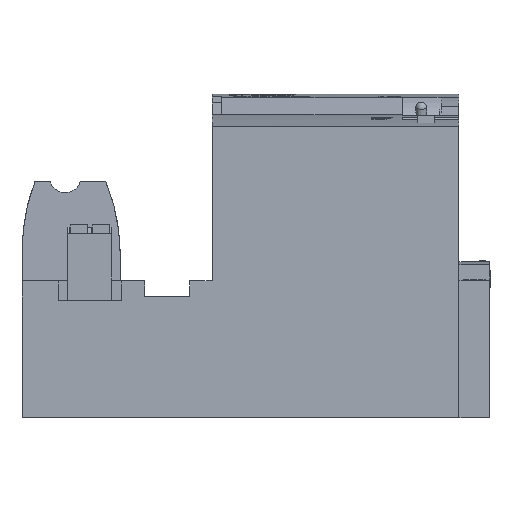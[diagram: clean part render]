
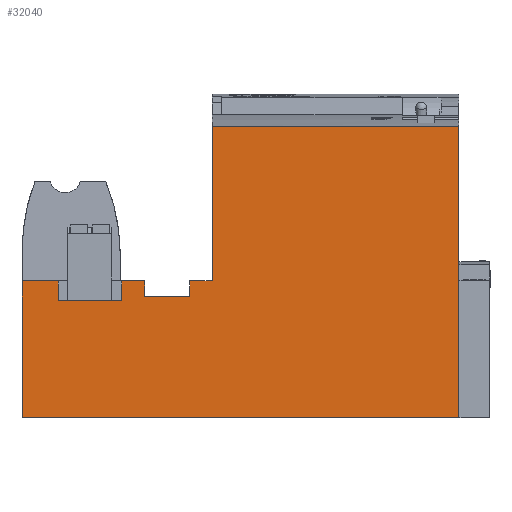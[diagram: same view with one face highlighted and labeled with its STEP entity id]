
A CAD part, front view. The second image highlights one B-rep face of the part: STEP entity #32040.
In plain terms, the highlighted planar face has unit normal (0, -1, 0).
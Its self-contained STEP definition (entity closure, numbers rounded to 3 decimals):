
#32040=ADVANCED_FACE('',(#39300),#36086,.T.);
#36086=PLANE('',#101034);
#39300=FACE_OUTER_BOUND('',#43180,.T.);
#43180=EDGE_LOOP('',(#48316,#48317,#48318,#48319,#48320,#48321,#48322,#48323,
#48324,#48325,#48326,#48327,#48328,#48329));
#48316=ORIENTED_EDGE('',*,*,#75635,.F.);
#48317=ORIENTED_EDGE('',*,*,#75636,.T.);
#48318=ORIENTED_EDGE('',*,*,#75637,.F.);
#48319=ORIENTED_EDGE('',*,*,#75638,.T.);
#48320=ORIENTED_EDGE('',*,*,#75639,.F.);
#48321=ORIENTED_EDGE('',*,*,#75640,.F.);
#48322=ORIENTED_EDGE('',*,*,#75641,.F.);
#48323=ORIENTED_EDGE('',*,*,#75642,.T.);
#48324=ORIENTED_EDGE('',*,*,#75643,.F.);
#48325=ORIENTED_EDGE('',*,*,#75644,.T.);
#48326=ORIENTED_EDGE('',*,*,#75645,.T.);
#48327=ORIENTED_EDGE('',*,*,#75601,.F.);
#48328=ORIENTED_EDGE('',*,*,#75646,.F.);
#48329=ORIENTED_EDGE('',*,*,#75647,.T.);
#68674=VERTEX_POINT('',#124012);
#68675=VERTEX_POINT('',#124014);
#68701=VERTEX_POINT('',#124084);
#68702=VERTEX_POINT('',#124085);
#68703=VERTEX_POINT('',#124087);
#68704=VERTEX_POINT('',#124089);
#68705=VERTEX_POINT('',#124091);
#68706=VERTEX_POINT('',#124093);
#68707=VERTEX_POINT('',#124095);
#68708=VERTEX_POINT('',#124097);
#68709=VERTEX_POINT('',#124099);
#68710=VERTEX_POINT('',#124101);
#68711=VERTEX_POINT('',#124103);
#68712=VERTEX_POINT('',#124106);
#75601=EDGE_CURVE('',#68674,#68675,#85812,.T.);
#75635=EDGE_CURVE('',#68701,#68702,#85841,.T.);
#75636=EDGE_CURVE('',#68701,#68703,#85842,.T.);
#75637=EDGE_CURVE('',#68704,#68703,#85843,.T.);
#75638=EDGE_CURVE('',#68704,#68705,#85844,.T.);
#75639=EDGE_CURVE('',#68706,#68705,#85845,.T.);
#75640=EDGE_CURVE('',#68707,#68706,#85846,.T.);
#75641=EDGE_CURVE('',#68708,#68707,#85847,.T.);
#75642=EDGE_CURVE('',#68708,#68709,#85848,.T.);
#75643=EDGE_CURVE('',#68710,#68709,#85849,.T.);
#75644=EDGE_CURVE('',#68710,#68711,#85850,.T.);
#75645=EDGE_CURVE('',#68711,#68675,#85851,.T.);
#75646=EDGE_CURVE('',#68712,#68674,#85852,.T.);
#75647=EDGE_CURVE('',#68712,#68702,#85853,.T.);
#85812=LINE('',#124013,#93371);
#85841=LINE('',#124083,#93400);
#85842=LINE('',#124086,#93401);
#85843=LINE('',#124088,#93402);
#85844=LINE('',#124090,#93403);
#85845=LINE('',#124092,#93404);
#85846=LINE('',#124094,#93405);
#85847=LINE('',#124096,#93406);
#85848=LINE('',#124098,#93407);
#85849=LINE('',#124100,#93408);
#85850=LINE('',#124102,#93409);
#85851=LINE('',#124104,#93410);
#85852=LINE('',#124105,#93411);
#85853=LINE('',#124107,#93412);
#93371=VECTOR('',#106160,1.);
#93400=VECTOR('',#106211,1.);
#93401=VECTOR('',#106212,1.);
#93402=VECTOR('',#106213,1.);
#93403=VECTOR('',#106214,1.);
#93404=VECTOR('',#106215,1.);
#93405=VECTOR('',#106216,1.);
#93406=VECTOR('',#106217,1.);
#93407=VECTOR('',#106218,1.);
#93408=VECTOR('',#106219,1.);
#93409=VECTOR('',#106220,1.);
#93410=VECTOR('',#106221,1.);
#93411=VECTOR('',#106222,1.);
#93412=VECTOR('',#106223,1.);
#101034=AXIS2_PLACEMENT_3D('',#124108,#106224,#106225);
#106160=DIRECTION('',(0.,0.,-1.));
#106211=DIRECTION('',(1.,0.,0.));
#106212=DIRECTION('',(0.,0.,-1.));
#106213=DIRECTION('',(1.,0.,0.));
#106214=DIRECTION('',(0.,0.,1.));
#106215=DIRECTION('',(1.,0.,0.));
#106216=DIRECTION('',(0.,0.,1.));
#106217=DIRECTION('',(1.,0.,0.));
#106218=DIRECTION('',(0.,0.,1.));
#106219=DIRECTION('',(1.,0.,0.));
#106220=DIRECTION('',(0.,0.,-1.));
#106221=DIRECTION('',(1.,0.,0.));
#106222=DIRECTION('',(1.,0.,0.));
#106223=DIRECTION('',(0.,0.,-1.));
#106224=DIRECTION('',(0.,-1.,0.));
#106225=DIRECTION('',(0.,0.,-1.));
#124012=CARTESIAN_POINT('',(0.,-76.6,59.596));
#124013=CARTESIAN_POINT('',(0.,-76.6,12.2));
#124014=CARTESIAN_POINT('',(0.,-76.6,-7.));
#124083=CARTESIAN_POINT('',(-81.,-76.6,24.3));
#124084=CARTESIAN_POINT('',(-61.6,-76.6,24.3));
#124085=CARTESIAN_POINT('',(-56.499,-76.6,24.3));
#124086=CARTESIAN_POINT('',(-61.6,-76.6,12.2));
#124087=CARTESIAN_POINT('',(-61.6,-76.6,20.8));
#124088=CARTESIAN_POINT('',(-100.,-76.6,20.8));
#124089=CARTESIAN_POINT('',(-71.9,-76.6,20.8));
#124090=CARTESIAN_POINT('',(-71.9,-76.6,12.2));
#124091=CARTESIAN_POINT('',(-71.9,-76.6,24.3));
#124092=CARTESIAN_POINT('',(-81.,-76.6,24.3));
#124093=CARTESIAN_POINT('',(-77.2,-76.6,24.3));
#124094=CARTESIAN_POINT('',(-77.2,-76.6,19.8));
#124095=CARTESIAN_POINT('',(-77.2,-76.6,19.8));
#124096=CARTESIAN_POINT('',(-91.75,-76.6,19.8));
#124097=CARTESIAN_POINT('',(-91.75,-76.6,19.8));
#124098=CARTESIAN_POINT('',(-91.75,-76.6,19.8));
#124099=CARTESIAN_POINT('',(-91.75,-76.6,24.3));
#124100=CARTESIAN_POINT('',(-81.,-76.6,24.3));
#124101=CARTESIAN_POINT('',(-100.,-76.6,24.3));
#124102=CARTESIAN_POINT('',(-100.,-76.6,12.2));
#124103=CARTESIAN_POINT('',(-100.,-76.6,-7.));
#124104=CARTESIAN_POINT('',(-100.,-76.6,-7.));
#124105=CARTESIAN_POINT('',(-56.499,-76.6,59.596));
#124106=CARTESIAN_POINT('',(-56.499,-76.6,59.596));
#124107=CARTESIAN_POINT('',(-56.499,-76.6,59.596));
#124108=CARTESIAN_POINT('',(-100.,-76.6,12.2));
